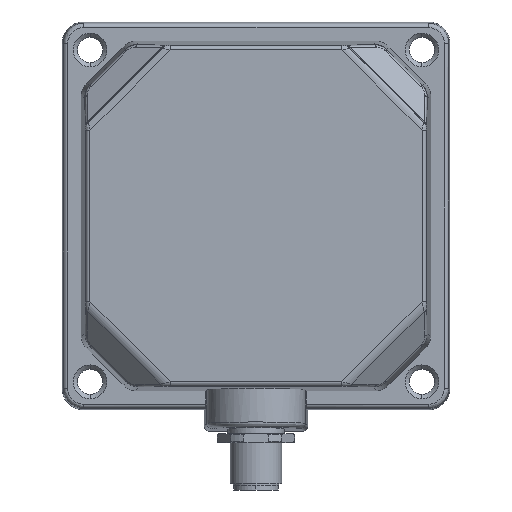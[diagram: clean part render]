
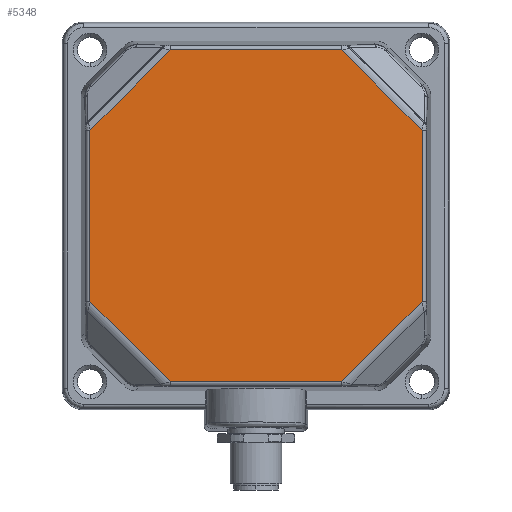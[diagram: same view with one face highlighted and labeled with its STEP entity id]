
A CAD part, front view. The second image highlights one B-rep face of the part: STEP entity #5348.
In plain terms, the highlighted planar face has unit normal (0, -1, 0).
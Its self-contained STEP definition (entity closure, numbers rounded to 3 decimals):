
#41=DIRECTION('',(0.707,0.,0.707));
#42=VECTOR('',#41,26.358);
#43=CARTESIAN_POINT('',(59.896,-31.,-86.034));
#44=LINE('',#43,#42);
#45=DIRECTION('',(0.707,0.,-0.707));
#46=VECTOR('',#45,26.358);
#47=CARTESIAN_POINT('',(1.466,-31.,-67.397));
#48=LINE('',#47,#46);
#49=DIRECTION('',(-0.707,0.,-0.707));
#50=VECTOR('',#49,26.358);
#51=CARTESIAN_POINT('',(20.104,-31.,-8.966));
#52=LINE('',#51,#50);
#53=DIRECTION('',(-0.707,0.,0.707));
#54=VECTOR('',#53,26.358);
#55=CARTESIAN_POINT('',(78.534,-31.,-27.603));
#56=LINE('',#55,#54);
#349=DIRECTION('',(-1.,0.,0.));
#350=VECTOR('',#349,39.793);
#351=CARTESIAN_POINT('',(59.896,-31.,-86.034));
#352=LINE('',#351,#350);
#723=DIRECTION('',(0.,0.,-1.));
#724=VECTOR('',#723,39.793);
#725=CARTESIAN_POINT('',(78.534,-31.,-27.603));
#726=LINE('',#725,#724);
#727=DIRECTION('',(0.,0.,1.));
#728=VECTOR('',#727,39.793);
#729=CARTESIAN_POINT('',(1.466,-31.,-67.397));
#730=LINE('',#729,#728);
#1085=DIRECTION('',(1.,0.,0.));
#1086=VECTOR('',#1085,39.793);
#1087=CARTESIAN_POINT('',(20.104,-31.,-8.966));
#1088=LINE('',#1087,#1086);
#4370=CARTESIAN_POINT('',(59.896,-31.,-86.034));
#4371=CARTESIAN_POINT('',(78.534,-31.,-67.397));
#4372=VERTEX_POINT('',#4370);
#4373=VERTEX_POINT('',#4371);
#4374=CARTESIAN_POINT('',(78.534,-31.,-27.603));
#4375=VERTEX_POINT('',#4374);
#4376=CARTESIAN_POINT('',(59.896,-31.,-8.966));
#4377=VERTEX_POINT('',#4376);
#4378=CARTESIAN_POINT('',(20.104,-31.,-8.966));
#4379=VERTEX_POINT('',#4378);
#4380=CARTESIAN_POINT('',(1.466,-31.,-27.603));
#4381=VERTEX_POINT('',#4380);
#4382=CARTESIAN_POINT('',(1.466,-31.,-67.397));
#4383=VERTEX_POINT('',#4382);
#4384=CARTESIAN_POINT('',(20.104,-31.,-86.034));
#4385=VERTEX_POINT('',#4384);
#5325=CARTESIAN_POINT('',(80.8,-31.,-1.714));
#5326=DIRECTION('',(0.,-1.,0.));
#5327=DIRECTION('',(0.,0.,-1.));
#5328=AXIS2_PLACEMENT_3D('',#5325,#5326,#5327);
#5329=PLANE('',#5328);
#5331=ORIENTED_EDGE('',*,*,#5330,.F.);
#5333=ORIENTED_EDGE('',*,*,#5332,.T.);
#5335=ORIENTED_EDGE('',*,*,#5334,.F.);
#5337=ORIENTED_EDGE('',*,*,#5336,.T.);
#5339=ORIENTED_EDGE('',*,*,#5338,.F.);
#5341=ORIENTED_EDGE('',*,*,#5340,.T.);
#5343=ORIENTED_EDGE('',*,*,#5342,.F.);
#5345=ORIENTED_EDGE('',*,*,#5344,.T.);
#5346=EDGE_LOOP('',(#5331,#5333,#5335,#5337,#5339,#5341,#5343,#5345));
#5347=FACE_OUTER_BOUND('',#5346,.F.);
#5348=ADVANCED_FACE('',(#5347),#5329,.T.);
#5330=EDGE_CURVE('',#4372,#4373,#44,.T.);
#5332=EDGE_CURVE('',#4372,#4385,#352,.T.);
#5334=EDGE_CURVE('',#4383,#4385,#48,.T.);
#5336=EDGE_CURVE('',#4383,#4381,#730,.T.);
#5338=EDGE_CURVE('',#4379,#4381,#52,.T.);
#5340=EDGE_CURVE('',#4379,#4377,#1088,.T.);
#5342=EDGE_CURVE('',#4375,#4377,#56,.T.);
#5344=EDGE_CURVE('',#4375,#4373,#726,.T.);
